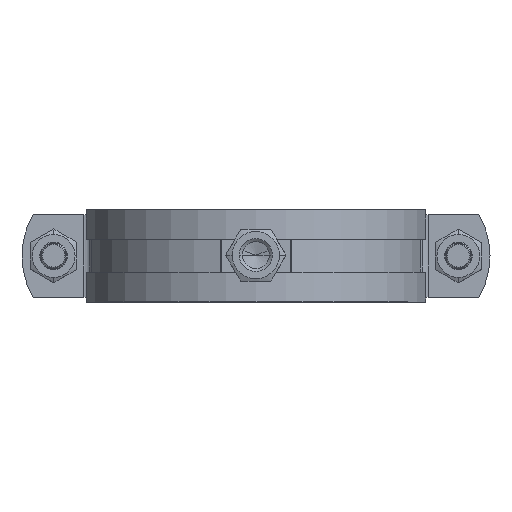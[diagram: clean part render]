
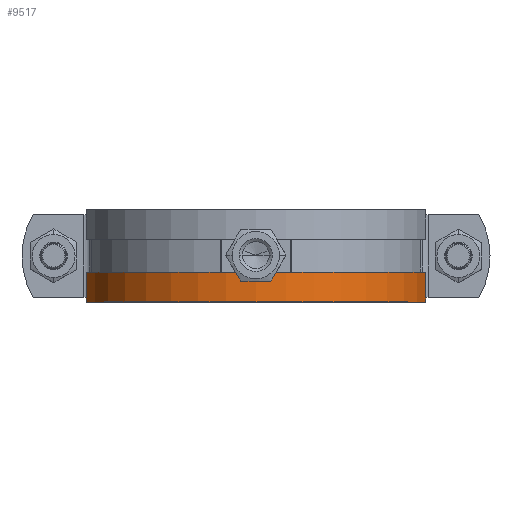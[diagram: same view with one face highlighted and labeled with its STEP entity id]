
A CAD part, top view. The second image highlights one B-rep face of the part: STEP entity #9517.
In plain terms, the highlighted cylindrical face has radius 62.9 mm (diameter 125.8 mm), a partial arc.
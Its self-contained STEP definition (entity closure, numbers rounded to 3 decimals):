
#9459=CARTESIAN_POINT('',(297.829,114.061,16.815));
#9460=VERTEX_POINT('',#9459);
#9467=CARTESIAN_POINT('',(174.394,114.061,16.815));
#9468=VERTEX_POINT('',#9467);
#9469=CARTESIAN_POINT('',(236.111,101.922,16.815));
#9470=DIRECTION('',(0.0,0.0,-1.0));
#9471=DIRECTION('',(1.0,0.0,0.0));
#9472=AXIS2_PLACEMENT_3D('',#9469,#9470,#9471);
#9473=CIRCLE('',#9472,62.9);
#9474=EDGE_CURVE('',#9468,#9460,#9473,.T.);
#9486=CARTESIAN_POINT('',(236.111,101.922,11.415));
#9487=DIRECTION('',(0.0,0.0,-1.0));
#9488=DIRECTION('',(1.0,0.0,0.0));
#9489=AXIS2_PLACEMENT_3D('',#9486,#9487,#9488);
#9490=CYLINDRICAL_SURFACE('',#9489,62.9);
#9491=CARTESIAN_POINT('',(297.829,114.061,6.015));
#9492=VERTEX_POINT('',#9491);
#9493=CARTESIAN_POINT('',(297.829,114.061,16.815));
#9494=DIRECTION('',(0.0,0.0,-1.0));
#9495=VECTOR('',#9494,10.8);
#9496=LINE('',#9493,#9495);
#9497=EDGE_CURVE('',#9460,#9492,#9496,.T.);
#9498=ORIENTED_EDGE('',*,*,#9497,.T.);
#9499=CARTESIAN_POINT('',(174.394,114.061,6.015));
#9500=VERTEX_POINT('',#9499);
#9501=CARTESIAN_POINT('',(236.111,101.922,6.015));
#9502=DIRECTION('',(0.0,0.0,-1.0));
#9503=DIRECTION('',(1.0,0.0,0.0));
#9504=AXIS2_PLACEMENT_3D('',#9501,#9502,#9503);
#9505=CIRCLE('',#9504,62.9);
#9506=EDGE_CURVE('',#9500,#9492,#9505,.T.);
#9507=ORIENTED_EDGE('',*,*,#9506,.F.);
#9508=CARTESIAN_POINT('',(174.394,114.061,6.015));
#9509=DIRECTION('',(0.0,0.0,1.0));
#9510=VECTOR('',#9509,10.8);
#9511=LINE('',#9508,#9510);
#9512=EDGE_CURVE('',#9500,#9468,#9511,.T.);
#9513=ORIENTED_EDGE('',*,*,#9512,.T.);
#9514=ORIENTED_EDGE('',*,*,#9474,.T.);
#9515=EDGE_LOOP('',(#9498,#9507,#9513,#9514));
#9516=FACE_OUTER_BOUND('',#9515,.T.);
#9517=ADVANCED_FACE('',(#9516),#9490,.T.);
